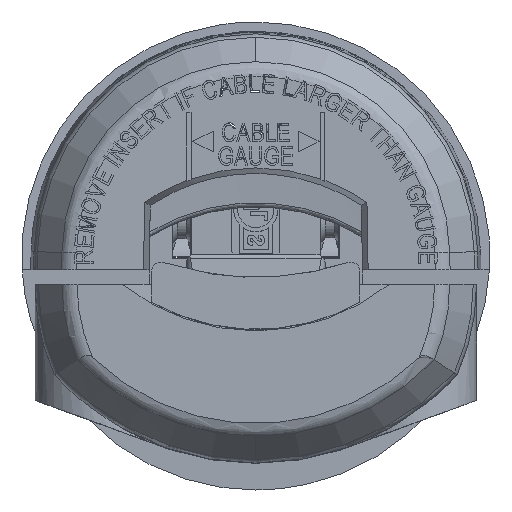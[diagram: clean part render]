
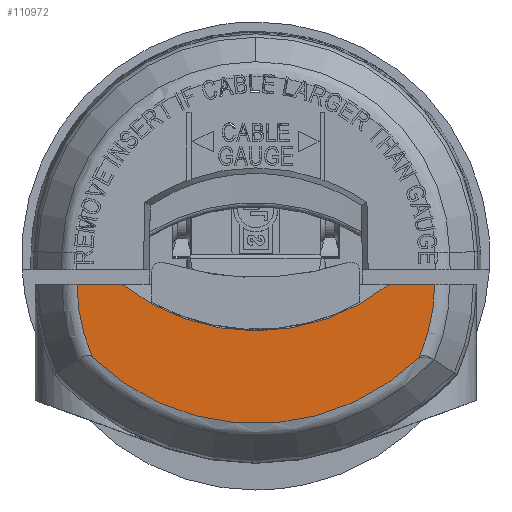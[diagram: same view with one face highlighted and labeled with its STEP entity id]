
A CAD part, top view. The second image highlights one B-rep face of the part: STEP entity #110972.
In plain terms, the highlighted planar face has unit normal (0, 0, 1).
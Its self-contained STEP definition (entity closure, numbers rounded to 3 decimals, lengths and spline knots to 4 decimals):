
#2820 = AXIS2_PLACEMENT_3D ( 'NONE', #134848, #38773, #122274 ) ;
#9226 = CARTESIAN_POINT ( 'NONE',  ( 0.6035, -0.097, 2.596 ) ) ;
#9663 = DIRECTION ( 'NONE',  ( 1., 0., 0. ) ) ;
#11500 = AXIS2_PLACEMENT_3D ( 'NONE', #106893, #21240, #54945 ) ;
#16593 = ORIENTED_EDGE ( 'NONE', *, *, #28069, .T. ) ;
#20930 = CIRCLE ( 'NONE', #121822, 0.724 ) ;
#21062 = DIRECTION ( 'NONE',  ( 0., 0., 1. ) ) ;
#21240 = DIRECTION ( 'NONE',  ( 0., 0., 1. ) ) ;
#24946 = CARTESIAN_POINT ( 'NONE',  ( 0.5509, -0.3433, 2.596 ) ) ;
#25279 = ORIENTED_EDGE ( 'NONE', *, *, #118027, .T. ) ;
#28061 = CIRCLE ( 'NONE', #97457, 0.6035 ) ;
#28069 = EDGE_CURVE ( 'NONE', #38728, #88002, #94526, .T. ) ;
#33841 = CARTESIAN_POINT ( 'NONE',  ( -0.6035, -0.097, 2.596 ) ) ;
#37170 = VERTEX_POINT ( 'NONE', #128529 ) ;
#38728 = VERTEX_POINT ( 'NONE', #56055 ) ;
#38773 = DIRECTION ( 'NONE',  ( 0., 0., 1. ) ) ;
#40127 = CARTESIAN_POINT ( 'NONE',  ( 0., 0.47, 2.596 ) ) ;
#40202 = VECTOR ( 'NONE', #103357, 39.3701 ) ;
#43305 = AXIS2_PLACEMENT_3D ( 'NONE', #73826, #21062, #129783 ) ;
#50626 = VECTOR ( 'NONE', #9663, 39.3701 ) ;
#50886 = DIRECTION ( 'NONE',  ( 0., 0., 1. ) ) ;
#50898 = ORIENTED_EDGE ( 'NONE', *, *, #128550, .F. ) ;
#53592 = EDGE_CURVE ( 'NONE', #134688, #54689, #72267, .T. ) ;
#54689 = VERTEX_POINT ( 'NONE', #87861 ) ;
#54945 = DIRECTION ( 'NONE',  ( 1., 0., 0. ) ) ;
#56055 = CARTESIAN_POINT ( 'NONE',  ( -0.5509, -0.3433, 2.596 ) ) ;
#57385 = EDGE_LOOP ( 'NONE', ( #64566, #16593, #69328, #25279, #108766, #50898, #78937 ) ) ;
#64566 = ORIENTED_EDGE ( 'NONE', *, *, #112090, .T. ) ;
#69328 = ORIENTED_EDGE ( 'NONE', *, *, #88138, .T. ) ;
#71105 = DIRECTION ( 'NONE',  ( 0., -1., 0. ) ) ;
#72267 = LINE ( 'NONE', #105859, #50626 ) ;
#73826 = CARTESIAN_POINT ( 'NONE',  ( 0., -0.097, 2.596 ) ) ;
#78937 = ORIENTED_EDGE ( 'NONE', *, *, #53592, .F. ) ;
#79535 = FACE_OUTER_BOUND ( 'NONE', #57385, .T. ) ;
#84709 = CARTESIAN_POINT ( 'NONE',  ( 0., 0.47, 2.596 ) ) ;
#85815 = AXIS2_PLACEMENT_3D ( 'NONE', #84709, #106425, #126058 ) ;
#87861 = CARTESIAN_POINT ( 'NONE',  ( -0.4502, -0.097, 2.596 ) ) ;
#88002 = VERTEX_POINT ( 'NONE', #24946 ) ;
#88138 = EDGE_CURVE ( 'NONE', #88002, #94530, #28061, .T. ) ;
#93655 = DIRECTION ( 'NONE',  ( 1., 0., 0. ) ) ;
#94526 = CIRCLE ( 'NONE', #11500, 0.7903 ) ;
#94530 = VERTEX_POINT ( 'NONE', #9226 ) ;
#94888 = CARTESIAN_POINT ( 'NONE',  ( 0., -0.097, 2.596 ) ) ;
#97457 = AXIS2_PLACEMENT_3D ( 'NONE', #135704, #50886, #93655 ) ;
#100572 = LINE ( 'NONE', #94888, #40202 ) ;
#102624 = PLANE ( 'NONE',  #2820 ) ;
#103357 = DIRECTION ( 'NONE',  ( -1., 0., 0. ) ) ;
#105859 = CARTESIAN_POINT ( 'NONE',  ( -0.5283, -0.097, 2.596 ) ) ;
#106425 = DIRECTION ( 'NONE',  ( 0., 0., 1. ) ) ;
#106893 = CARTESIAN_POINT ( 'NONE',  ( 0., 0.2232, 2.596 ) ) ;
#108766 = ORIENTED_EDGE ( 'NONE', *, *, #126469, .F. ) ;
#110503 = CIRCLE ( 'NONE', #43305, 0.6035 ) ;
#110972 = ADVANCED_FACE ( 'NONE', ( #79535 ), #102624, .T. ) ;
#111884 = CARTESIAN_POINT ( 'NONE',  ( 0.4502, -0.097, 2.596 ) ) ;
#112090 = EDGE_CURVE ( 'NONE', #134688, #38728, #110503, .T. ) ;
#112679 = CIRCLE ( 'NONE', #85815, 0.724 ) ;
#113886 = VERTEX_POINT ( 'NONE', #111884 ) ;
#118027 = EDGE_CURVE ( 'NONE', #94530, #113886, #100572, .T. ) ;
#121822 = AXIS2_PLACEMENT_3D ( 'NONE', #40127, #124335, #71105 ) ;
#122274 = DIRECTION ( 'NONE',  ( 1., 0., 0. ) ) ;
#124335 = DIRECTION ( 'NONE',  ( 0., 0., 1. ) ) ;
#126058 = DIRECTION ( 'NONE',  ( 0., -1., 0. ) ) ;
#126469 = EDGE_CURVE ( 'NONE', #37170, #113886, #112679, .T. ) ;
#128529 = CARTESIAN_POINT ( 'NONE',  ( 0., -0.254, 2.596 ) ) ;
#128550 = EDGE_CURVE ( 'NONE', #54689, #37170, #20930, .T. ) ;
#129783 = DIRECTION ( 'NONE',  ( 1., 0., 0. ) ) ;
#134688 = VERTEX_POINT ( 'NONE', #33841 ) ;
#134848 = CARTESIAN_POINT ( 'NONE',  ( -0.6232, -0.8988, 2.596 ) ) ;
#135704 = CARTESIAN_POINT ( 'NONE',  ( 0., -0.097, 2.596 ) ) ;
